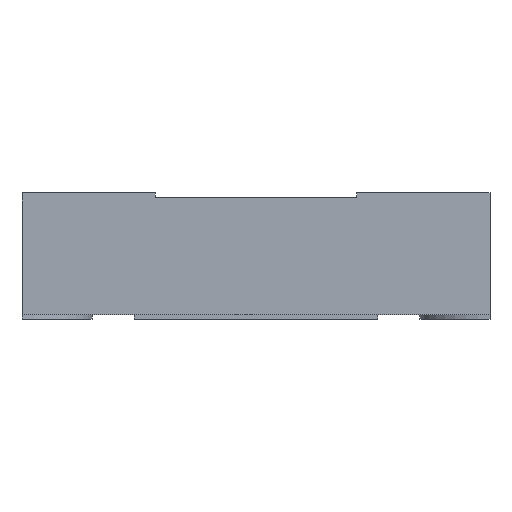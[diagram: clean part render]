
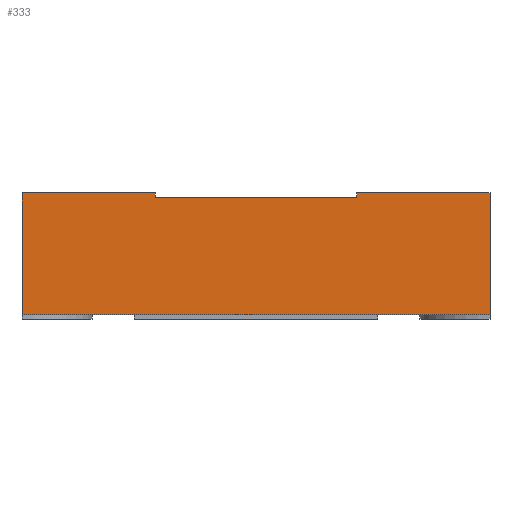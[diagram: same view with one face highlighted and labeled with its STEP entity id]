
A CAD part, front view. The second image highlights one B-rep face of the part: STEP entity #333.
In plain terms, the highlighted planar face has unit normal (0, -1, 0).
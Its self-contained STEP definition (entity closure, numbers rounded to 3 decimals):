
#1 = ORIENTED_EDGE ( 'NONE', *, *, #193, .F. ) ;
#5 = CARTESIAN_POINT ( 'NONE',  ( -26.966, -17.606, 0.9 ) ) ;
#7 = VERTEX_POINT ( 'NONE', #217 ) ;
#20 = CARTESIAN_POINT ( 'NONE',  ( -25.526, -17.606, 0.87 ) ) ;
#26 = VERTEX_POINT ( 'NONE', #151 ) ;
#63 = VECTOR ( 'NONE', #767, 1000. ) ;
#64 = LINE ( 'NONE', #219, #738 ) ;
#65 = CARTESIAN_POINT ( 'NONE',  ( -24.576, -17.606, 0.03 ) ) ;
#78 = ORIENTED_EDGE ( 'NONE', *, *, #773, .T. ) ;
#85 = LINE ( 'NONE', #754, #63 ) ;
#87 = DIRECTION ( 'NONE',  ( 0., 0., -1. ) ) ;
#130 = DIRECTION ( 'NONE',  ( -1., 0., 0. ) ) ;
#131 = EDGE_CURVE ( 'NONE', #689, #26, #686, .T. ) ;
#138 = VECTOR ( 'NONE', #558, 1000. ) ;
#139 = DIRECTION ( 'NONE',  ( 1., 0., 0. ) ) ;
#151 = CARTESIAN_POINT ( 'NONE',  ( -27.916, -17.606, 0.03 ) ) ;
#154 = EDGE_CURVE ( 'NONE', #448, #7, #322, .T. ) ;
#177 = LINE ( 'NONE', #635, #538 ) ;
#187 = AXIS2_PLACEMENT_3D ( 'NONE', #264, #284, #287 ) ;
#193 = EDGE_CURVE ( 'NONE', #570, #26, #668, .T. ) ;
#200 = VECTOR ( 'NONE', #87, 1000. ) ;
#201 = VERTEX_POINT ( 'NONE', #5 ) ;
#210 = DIRECTION ( 'NONE',  ( 0., 0., -1. ) ) ;
#211 = CARTESIAN_POINT ( 'NONE',  ( -24.576, -17.606, 0.9 ) ) ;
#217 = CARTESIAN_POINT ( 'NONE',  ( -25.526, -17.606, 0.9 ) ) ;
#219 = CARTESIAN_POINT ( 'NONE',  ( -27.916, -17.606, 0.9 ) ) ;
#226 = LINE ( 'NONE', #233, #580 ) ;
#233 = CARTESIAN_POINT ( 'NONE',  ( -25.526, -17.606, 0.87 ) ) ;
#235 = DIRECTION ( 'NONE',  ( 1., 0., 0. ) ) ;
#237 = DIRECTION ( 'NONE',  ( 1., 0., 0. ) ) ;
#240 = CARTESIAN_POINT ( 'NONE',  ( -26.966, -17.606, 0.87 ) ) ;
#252 = ORIENTED_EDGE ( 'NONE', *, *, #586, .F. ) ;
#264 = CARTESIAN_POINT ( 'NONE',  ( -27.916, -17.606, 0.9 ) ) ;
#266 = PLANE ( 'NONE',  #187 ) ;
#268 = EDGE_CURVE ( 'NONE', #443, #570, #781, .T. ) ;
#284 = DIRECTION ( 'NONE',  ( 0., 1., 0. ) ) ;
#285 = EDGE_CURVE ( 'NONE', #689, #201, #64, .T. ) ;
#287 = DIRECTION ( 'NONE',  ( 1., 0., 0. ) ) ;
#290 = EDGE_CURVE ( 'NONE', #299, #448, #226, .T. ) ;
#299 = VERTEX_POINT ( 'NONE', #240 ) ;
#304 = ORIENTED_EDGE ( 'NONE', *, *, #285, .F. ) ;
#318 = ORIENTED_EDGE ( 'NONE', *, *, #290, .F. ) ;
#322 = LINE ( 'NONE', #20, #138 ) ;
#333 = ADVANCED_FACE ( 'NONE', ( #373 ), #266, .F. ) ;
#368 = CARTESIAN_POINT ( 'NONE',  ( -25.526, -17.606, 0.87 ) ) ;
#373 = FACE_OUTER_BOUND ( 'NONE', #683, .T. ) ;
#398 = CARTESIAN_POINT ( 'NONE',  ( -24.576, -17.606, 0.9 ) ) ;
#443 = VERTEX_POINT ( 'NONE', #398 ) ;
#445 = VECTOR ( 'NONE', #210, 1000. ) ;
#448 = VERTEX_POINT ( 'NONE', #368 ) ;
#518 = ORIENTED_EDGE ( 'NONE', *, *, #268, .F. ) ;
#538 = VECTOR ( 'NONE', #139, 1000. ) ;
#558 = DIRECTION ( 'NONE',  ( 0., 0., 1. ) ) ;
#567 = CARTESIAN_POINT ( 'NONE',  ( -24.576, -17.606, 0.03 ) ) ;
#570 = VERTEX_POINT ( 'NONE', #567 ) ;
#580 = VECTOR ( 'NONE', #237, 1000. ) ;
#586 = EDGE_CURVE ( 'NONE', #7, #443, #177, .T. ) ;
#635 = CARTESIAN_POINT ( 'NONE',  ( -27.916, -17.606, 0.9 ) ) ;
#668 = LINE ( 'NONE', #65, #806 ) ;
#683 = EDGE_LOOP ( 'NONE', ( #1, #518, #252, #816, #318, #78, #304, #694 ) ) ;
#686 = LINE ( 'NONE', #797, #200 ) ;
#689 = VERTEX_POINT ( 'NONE', #728 ) ;
#694 = ORIENTED_EDGE ( 'NONE', *, *, #131, .T. ) ;
#728 = CARTESIAN_POINT ( 'NONE',  ( -27.916, -17.606, 0.9 ) ) ;
#738 = VECTOR ( 'NONE', #235, 1000. ) ;
#754 = CARTESIAN_POINT ( 'NONE',  ( -26.966, -17.606, 0.87 ) ) ;
#767 = DIRECTION ( 'NONE',  ( 0., 0., 1. ) ) ;
#773 = EDGE_CURVE ( 'NONE', #299, #201, #85, .T. ) ;
#781 = LINE ( 'NONE', #211, #445 ) ;
#797 = CARTESIAN_POINT ( 'NONE',  ( -27.916, -17.606, 0.9 ) ) ;
#806 = VECTOR ( 'NONE', #130, 1000. ) ;
#816 = ORIENTED_EDGE ( 'NONE', *, *, #154, .F. ) ;
